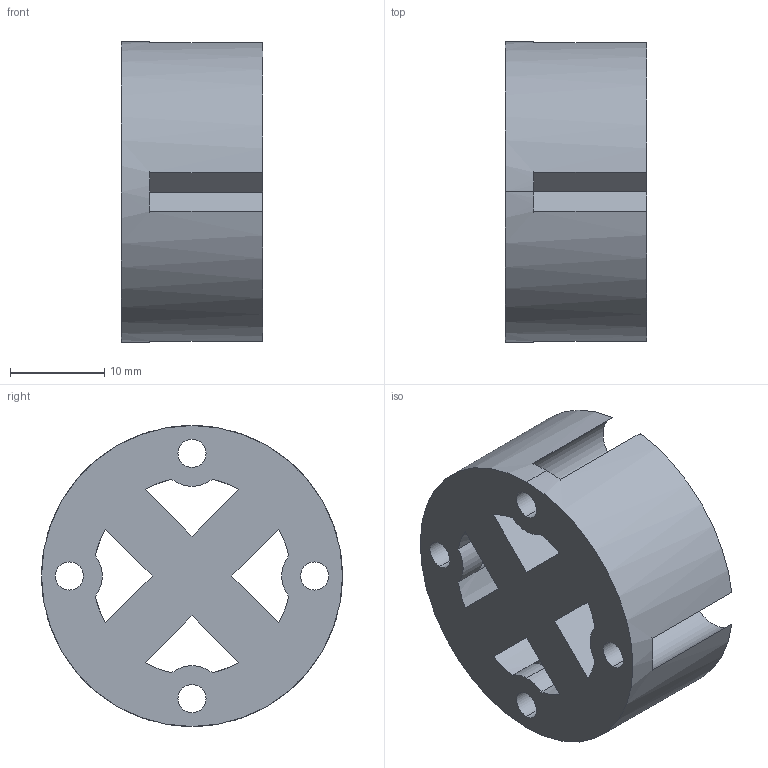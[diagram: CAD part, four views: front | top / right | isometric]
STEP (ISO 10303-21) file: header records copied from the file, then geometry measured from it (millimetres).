
FILE_DESCRIPTION (( 'STEP AP214' ), '1' );
FILE_NAME ('Tilt Extension Latest.STEP', '2025-04-20T08:06:39', ( '' ), ( '' ), 'SwSTEP 2.0', 'SolidWorks 2022', '' );
FILE_SCHEMA (( 'AUTOMOTIVE_DESIGN' ));
Length unit declared in the file: millimetre
Products named in the file (1): Tilt Extension Latest
Bounding box: 15 x 32 x 32 mm (x, y, z)
Volume: 8224.1 mm3; surface area: 4806.7 mm2
Topology: 1 solids, 1 shells, 59 faces, 163 edges, 106 vertices
Faces by surface type: cylinder 41, plane 18
Entity records: 1989 total; most frequent: DIRECTION 373, CARTESIAN_POINT 329, ORIENTED_EDGE 326, EDGE_CURVE 163, AXIS2_PLACEMENT_3D 150, VERTEX_POINT 106, CIRCLE 90, EDGE_LOOP 75
